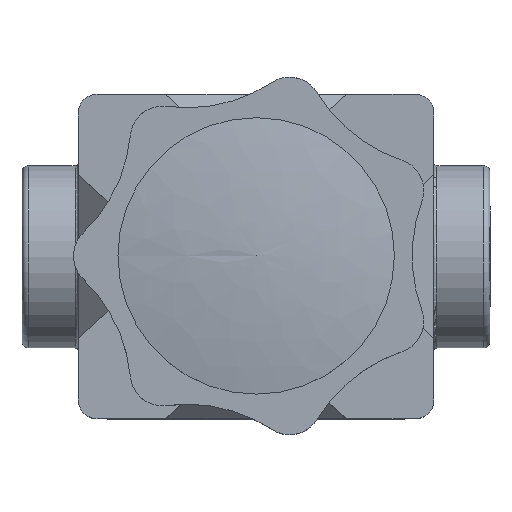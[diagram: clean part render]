
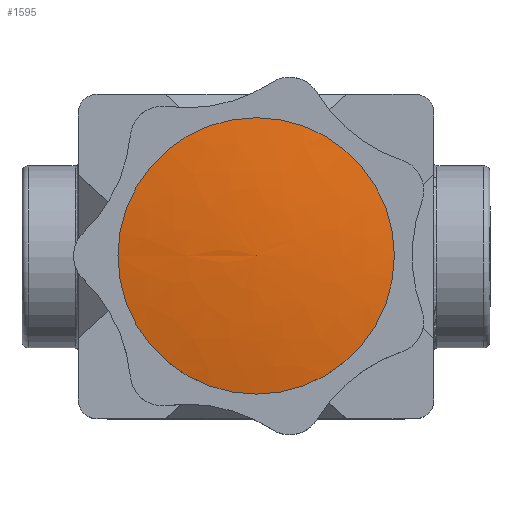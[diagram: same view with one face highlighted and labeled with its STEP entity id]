
A CAD part, top view. The second image highlights one B-rep face of the part: STEP entity #1595.
In plain terms, the highlighted free-form (B-spline) face has degree [2, 2] with [3, 9] control points.
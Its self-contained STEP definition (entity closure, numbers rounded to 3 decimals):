
#270=(
BOUNDED_CURVE()
B_SPLINE_CURVE(2,(#2500,#2501,#2502),.UNSPECIFIED.,.F.,.F.)
B_SPLINE_CURVE_WITH_KNOTS((3,3),(1.402,1.559),
 .UNSPECIFIED.)
CURVE()
GEOMETRIC_REPRESENTATION_ITEM()
RATIONAL_B_SPLINE_CURVE((1.,0.997,1.))
REPRESENTATION_ITEM($)
);
#271=(
BOUNDED_SURFACE()
B_SPLINE_SURFACE(2,2,((#2472,#2473,#2474,#2475,#2476,#2477,#2478,#2479,
#2480),(#2481,#2482,#2483,#2484,#2485,#2486,#2487,#2488,#2489),(#2490,#2491,
#2492,#2493,#2494,#2495,#2496,#2497,#2498)),.UNSPECIFIED.,.F.,.T.,.F.)
B_SPLINE_SURFACE_WITH_KNOTS((3,3),(3,2,2,2,3),(1.402,1.559),
(-3.142,-1.571,0.,1.571,3.142),
 .UNSPECIFIED.)
GEOMETRIC_REPRESENTATION_ITEM()
RATIONAL_B_SPLINE_SURFACE(((1.,0.707,1.,0.707,1.,
0.707,1.,0.707,1.),(0.997,0.705,
0.997,0.705,0.997,0.705,
0.997,0.705,0.997),(1.,0.707,
1.,0.707,1.,0.707,1.,0.707,1.)))
REPRESENTATION_ITEM($)
SURFACE()
);
#341=FACE_OUTER_BOUND($,#441,.T.);
#441=EDGE_LOOP($,(#1058,#1059,#1060,#1061));
#559=CIRCLE($,#1704,22.15);
#560=CIRCLE($,#1705,22.15);
#667=VERTEX_POINT($,#2468);
#668=VERTEX_POINT($,#2469);
#669=VERTEX_POINT($,#2499);
#826=EDGE_CURVE($,#667,#668,#559,.T.);
#827=EDGE_CURVE($,#668,#667,#560,.T.);
#828=EDGE_CURVE($,#668,#669,#270,.T.);
#1058=ORIENTED_EDGE($,*,*,#826,.F.);
#1059=ORIENTED_EDGE($,*,*,#827,.F.);
#1060=ORIENTED_EDGE($,*,*,#828,.T.);
#1061=ORIENTED_EDGE($,*,*,#828,.F.);
#1595=ADVANCED_FACE($,(#341),#271,.F.);
#1704=AXIS2_PLACEMENT_3D($,#2470,#1926,#1927);
#1705=AXIS2_PLACEMENT_3D($,#2471,#1928,#1929);
#1926=DIRECTION('center_axis',(0.,0.,-1.));
#1927=DIRECTION('ref_axis',(0.,-1.,0.));
#1928=DIRECTION('center_axis',(0.,0.,-1.));
#1929=DIRECTION('ref_axis',(0.,-1.,0.));
#2468=CARTESIAN_POINT('',(0.025,22.15,84.));
#2469=CARTESIAN_POINT('',(-22.125,0.,84.));
#2470=CARTESIAN_POINT('Origin',(0.025,0.,84.));
#2471=CARTESIAN_POINT('Origin',(0.025,0.,84.));
#2472=CARTESIAN_POINT('Ctrl Pts',(-22.125,0.,
84.));
#2473=CARTESIAN_POINT('Ctrl Pts',(-22.125,-22.15,84.));
#2474=CARTESIAN_POINT('Ctrl Pts',(0.025,-22.15,
84.));
#2475=CARTESIAN_POINT('Ctrl Pts',(22.175,-22.15,84.));
#2476=CARTESIAN_POINT('Ctrl Pts',(22.175,0.,
84.));
#2477=CARTESIAN_POINT('Ctrl Pts',(22.175,22.15,84.));
#2478=CARTESIAN_POINT('Ctrl Pts',(0.025,22.15,84.));
#2479=CARTESIAN_POINT('Ctrl Pts',(-22.125,22.15,84.));
#2480=CARTESIAN_POINT('Ctrl Pts',(-22.125,0.,
84.));
#2481=CARTESIAN_POINT('Ctrl Pts',(-11.129,0.,
85.871));
#2482=CARTESIAN_POINT('Ctrl Pts',(-11.129,-11.154,85.871));
#2483=CARTESIAN_POINT('Ctrl Pts',(0.025,-11.154,
85.871));
#2484=CARTESIAN_POINT('Ctrl Pts',(11.178,-11.154,85.871));
#2485=CARTESIAN_POINT('Ctrl Pts',(11.178,0.,
85.871));
#2486=CARTESIAN_POINT('Ctrl Pts',(11.178,11.154,85.871));
#2487=CARTESIAN_POINT('Ctrl Pts',(0.025,11.154,85.871));
#2488=CARTESIAN_POINT('Ctrl Pts',(-11.129,11.154,85.871));
#2489=CARTESIAN_POINT('Ctrl Pts',(-11.129,0.,
85.871));
#2490=CARTESIAN_POINT('Ctrl Pts',(0.025,0.,
86.));
#2491=CARTESIAN_POINT('Ctrl Pts',(0.025,0.,
86.));
#2492=CARTESIAN_POINT('Ctrl Pts',(0.025,0.,
86.));
#2493=CARTESIAN_POINT('Ctrl Pts',(0.025,0.,
86.));
#2494=CARTESIAN_POINT('Ctrl Pts',(0.025,0.,
86.));
#2495=CARTESIAN_POINT('Ctrl Pts',(0.025,0.,
86.));
#2496=CARTESIAN_POINT('Ctrl Pts',(0.025,0.,
86.));
#2497=CARTESIAN_POINT('Ctrl Pts',(0.025,0.,
86.));
#2498=CARTESIAN_POINT('Ctrl Pts',(0.025,0.,
86.));
#2499=CARTESIAN_POINT('',(0.025,0.,86.));
#2500=CARTESIAN_POINT('Ctrl Pts',(-22.125,0.,
84.));
#2501=CARTESIAN_POINT('Ctrl Pts',(-11.129,0.,
85.871));
#2502=CARTESIAN_POINT('Ctrl Pts',(0.025,0.,
86.));
